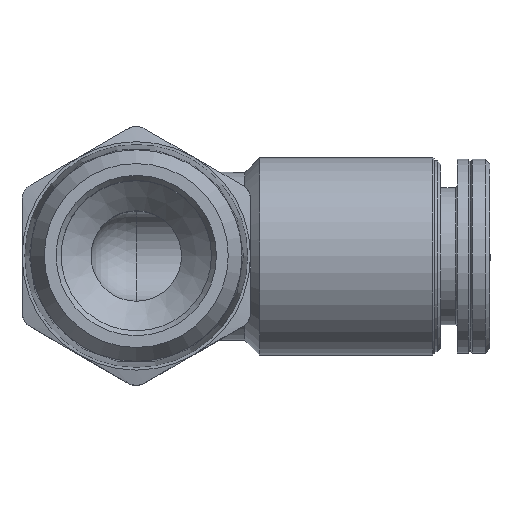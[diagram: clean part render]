
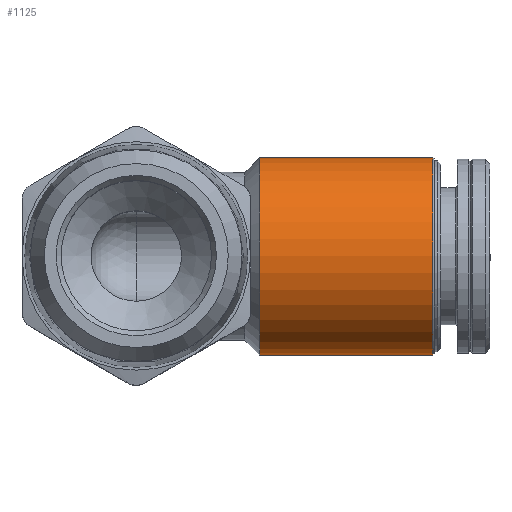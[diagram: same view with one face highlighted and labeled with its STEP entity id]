
A CAD part, top view. The second image highlights one B-rep face of the part: STEP entity #1125.
In plain terms, the highlighted cylindrical face has radius 6 mm (diameter 12 mm), a full revolution.
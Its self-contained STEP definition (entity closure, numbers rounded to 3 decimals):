
#265=ORIENTED_EDGE('',*,*,#583,.F.);
#266=ORIENTED_EDGE('',*,*,#584,.T.);
#583=EDGE_CURVE('',#742,#742,#817,.T.);
#584=EDGE_CURVE('',#743,#743,#818,.T.);
#742=VERTEX_POINT('',#1848);
#743=VERTEX_POINT('',#1851);
#817=CIRCLE('',#1226,6.);
#818=CIRCLE('',#1228,6.);
#879=EDGE_LOOP('',(#265));
#880=EDGE_LOOP('',(#266));
#989=FACE_BOUND('',#879,.T.);
#990=FACE_BOUND('',#880,.T.);
#1092=CYLINDRICAL_SURFACE('',#1227,6.);
#1125=ADVANCED_FACE('',(#989,#990),#1092,.T.);
#1226=AXIS2_PLACEMENT_3D('',#1847,#1396,#1397);
#1227=AXIS2_PLACEMENT_3D('',#1849,#1398,#1399);
#1228=AXIS2_PLACEMENT_3D('',#1850,#1400,#1401);
#1396=DIRECTION('',(-1.,0.,0.));
#1397=DIRECTION('',(0.,0.,1.));
#1398=DIRECTION('',(-1.,0.,0.));
#1399=DIRECTION('',(0.,0.,1.));
#1400=DIRECTION('',(-1.,0.,0.));
#1401=DIRECTION('',(0.,0.,1.));
#1847=CARTESIAN_POINT('',(7.5,0.,-13.));
#1848=CARTESIAN_POINT('',(7.5,0.,-7.));
#1849=CARTESIAN_POINT('',(-2.1,0.,-13.));
#1850=CARTESIAN_POINT('',(18.029,0.,-13.));
#1851=CARTESIAN_POINT('',(18.029,0.,-7.));
